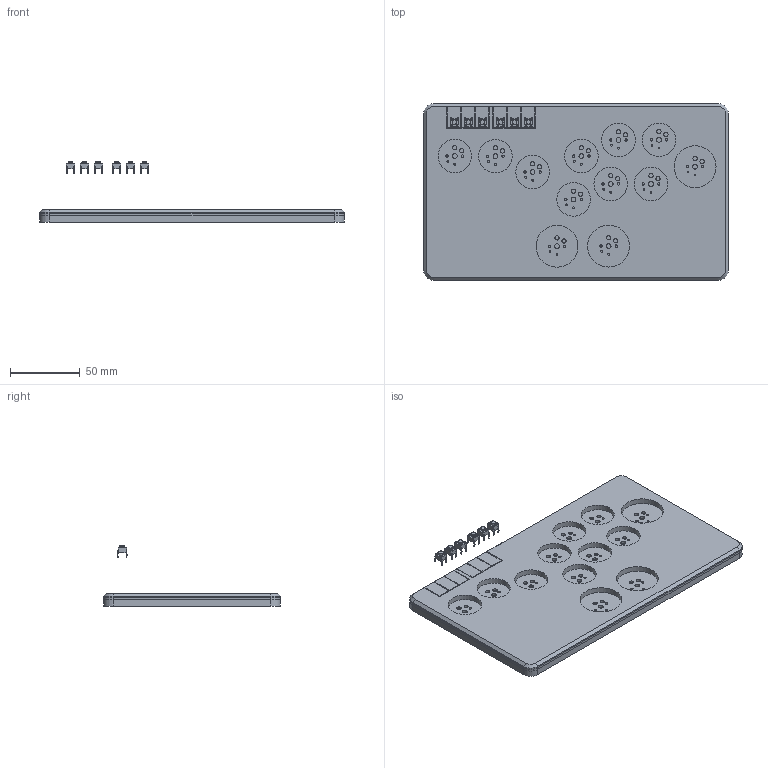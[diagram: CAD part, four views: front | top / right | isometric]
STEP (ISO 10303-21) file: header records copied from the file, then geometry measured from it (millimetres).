
FILE_DESCRIPTION(/* description */ (''),/* implementation_level */ '2;1');
FILE_NAME(/* name */ 'case_Flatboxrev5_BFSRemix.step',/* time_stamp */ '2023-08-25T14:54:37-04:00',/* author */ (''),/* organization */ (''),/* preprocessor_version */ 'ST-DEVELOPER v20',/* originating_system */ 'Autodesk Translation Framework v12.9.0.99',/* authorisation */ '');
FILE_SCHEMA (('AUTOMOTIVE_DESIGN { 1 0 10303 214 3 1 1 }'));
Length unit declared in the file: millimetre
Products named in the file (9): Flatbox-rev5_sf6; Flatbox-rev5-sf6 PCB; SW_PUSH_6mm_H5mm; SW_PUSH_6mm_H5mm_1; SW_PUSH_6mm_H5mm_2; SW_PUSH_6mm_H5mm_3; SW_PUSH_6mm_H5mm_4; SW_PUSH_6mm_H5mm_5; SOLID
Assembly tree (13 placements, depth 4):
  Flatbox-rev5_sf6
    Flatbox-rev5-sf6 PCB
      SW_PUSH_6mm_H5mm
        SOLID
      SW_PUSH_6mm_H5mm_1
        SOLID
      SW_PUSH_6mm_H5mm_2
        SOLID
      SW_PUSH_6mm_H5mm_3
        SOLID
      SW_PUSH_6mm_H5mm_4
        SOLID
      SW_PUSH_6mm_H5mm_5
        SOLID
Bounding box: 218 x 126.4 x 43.1 mm (x, y, z)
Volume: 184123 mm3; surface area: 166734.3 mm2
Topology: 9 solids, 9 shells, 1033 faces, 2711 edges, 1767 vertices
Faces by surface type: plane 580, cylinder 436, cone 11, torus 6
Full cylindrical faces by diameter (mm): 1 x24, 1.1 x24, 1.27 x24, 1.702 x24, 2.8 x7, 3 x24, 3.3 x7, 3.429 x12, 3.5 x6, 6 x7, 6.4 x7, 10 x14, 24 x18, 30 x6
Entity records: 16557 total; most frequent: DIRECTION 2857, CARTESIAN_POINT 2728, ORIENTED_EDGE 2652, EDGE_CURVE 1326, AXIS2_PLACEMENT_3D 1001, VERTEX_POINT 872, LINE 855, VECTOR 855
